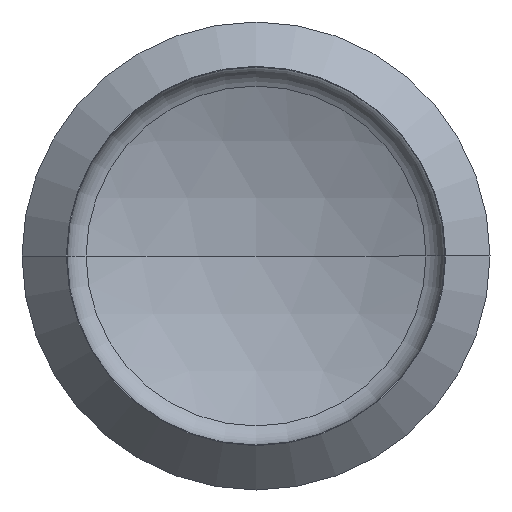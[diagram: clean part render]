
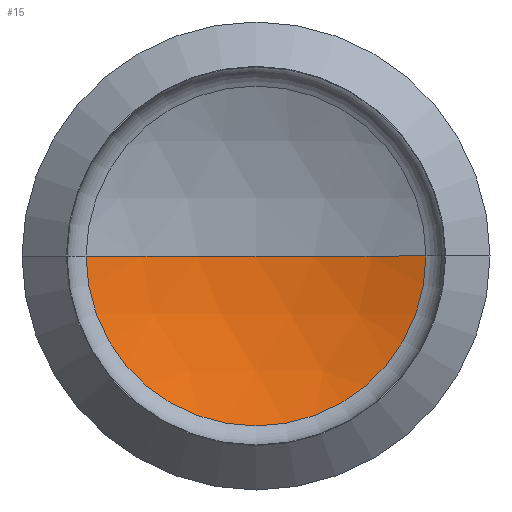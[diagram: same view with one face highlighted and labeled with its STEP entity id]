
A CAD part, front view. The second image highlights one B-rep face of the part: STEP entity #15.
In plain terms, the highlighted spherical face has radius 65.99 mm.
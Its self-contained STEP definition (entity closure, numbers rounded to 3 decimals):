
#15 = ADVANCED_FACE ( 'NONE', ( #318 ), #449, .F. ) ;
#16 = AXIS2_PLACEMENT_3D ( 'NONE', #249, #215, #142 ) ;
#40 = DIRECTION ( 'NONE',  ( -1., 0., 0. ) ) ;
#72 = CARTESIAN_POINT ( 'NONE',  ( 0., -34.9, 0. ) ) ;
#89 = VERTEX_POINT ( 'NONE', #227 ) ;
#114 = DIRECTION ( 'NONE',  ( 0., 1., 0. ) ) ;
#131 = ORIENTED_EDGE ( 'NONE', *, *, #439, .F. ) ;
#142 = DIRECTION ( 'NONE',  ( -1., 0., 0. ) ) ;
#166 = CARTESIAN_POINT ( 'NONE',  ( 26.504, 25.534, 0. ) ) ;
#176 = DIRECTION ( 'NONE',  ( -1., 0., 0. ) ) ;
#187 = EDGE_CURVE ( 'NONE', #300, #89, #266, .T. ) ;
#215 = DIRECTION ( 'NONE',  ( 0., 0., -1. ) ) ;
#219 = AXIS2_PLACEMENT_3D ( 'NONE', #357, #114, #40 ) ;
#221 = DIRECTION ( 'NONE',  ( 0., 0., 1. ) ) ;
#227 = CARTESIAN_POINT ( 'NONE',  ( -26.504, 25.534, 0. ) ) ;
#237 = ORIENTED_EDGE ( 'NONE', *, *, #187, .F. ) ;
#249 = CARTESIAN_POINT ( 'NONE',  ( 0., -34.9, 0. ) ) ;
#261 = ORIENTED_EDGE ( 'NONE', *, *, #389, .T. ) ;
#266 = CIRCLE ( 'NONE', #219, 26.504 ) ;
#271 = DIRECTION ( 'NONE',  ( 0., 0., 1. ) ) ;
#286 = CIRCLE ( 'NONE', #16, 65.99 ) ;
#300 = VERTEX_POINT ( 'NONE', #166 ) ;
#301 = CARTESIAN_POINT ( 'NONE',  ( 0., -34.9, 0. ) ) ;
#306 = EDGE_LOOP ( 'NONE', ( #237, #261, #131 ) ) ;
#317 = CARTESIAN_POINT ( 'NONE',  ( 0., 31.09, 0. ) ) ;
#318 = FACE_OUTER_BOUND ( 'NONE', #306, .T. ) ;
#357 = CARTESIAN_POINT ( 'NONE',  ( 0., 25.534, 0. ) ) ;
#389 = EDGE_CURVE ( 'NONE', #300, #438, #418, .T. ) ;
#405 = DIRECTION ( 'NONE',  ( 1., 0., 0. ) ) ;
#417 = AXIS2_PLACEMENT_3D ( 'NONE', #72, #221, #176 ) ;
#418 = CIRCLE ( 'NONE', #444, 65.99 ) ;
#438 = VERTEX_POINT ( 'NONE', #317 ) ;
#439 = EDGE_CURVE ( 'NONE', #89, #438, #286, .T. ) ;
#444 = AXIS2_PLACEMENT_3D ( 'NONE', #301, #271, #405 ) ;
#449 = SPHERICAL_SURFACE ( 'NONE', #417, 65.99 ) ;
